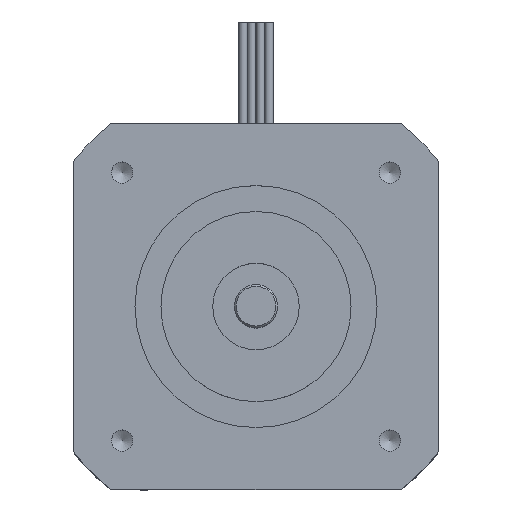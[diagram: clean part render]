
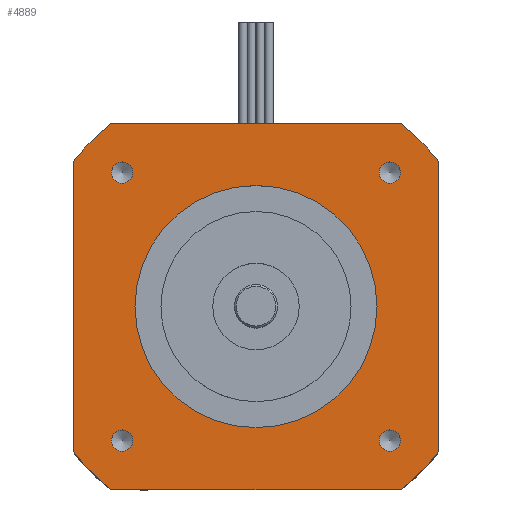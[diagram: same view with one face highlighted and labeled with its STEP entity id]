
A CAD part, top view. The second image highlights one B-rep face of the part: STEP entity #4889.
In plain terms, the highlighted planar face has unit normal (0, 0, 1).
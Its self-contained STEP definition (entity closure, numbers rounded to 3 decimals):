
#145=FACE_BOUND('',#906,.T.);
#146=FACE_BOUND('',#907,.T.);
#147=FACE_BOUND('',#908,.T.);
#148=FACE_BOUND('',#909,.T.);
#149=FACE_BOUND('',#910,.T.);
#286=PLANE('',#5518);
#613=FACE_OUTER_BOUND('',#905,.T.);
#905=EDGE_LOOP('',(#4267,#4268,#4269,#4270,#4271,#4272,#4273,#4274));
#906=EDGE_LOOP('',(#4275));
#907=EDGE_LOOP('',(#4276,#4277));
#908=EDGE_LOOP('',(#4278,#4279));
#909=EDGE_LOOP('',(#4280,#4281));
#910=EDGE_LOOP('',(#4282,#4283));
#1155=LINE('',#8487,#1425);
#1160=LINE('',#8497,#1430);
#1178=LINE('',#8576,#1448);
#1180=LINE('',#8587,#1450);
#1425=VECTOR('',#6875,10.);
#1430=VECTOR('',#6882,10.);
#1448=VECTOR('',#6966,10.);
#1450=VECTOR('',#6984,10.);
#1733=CIRCLE('',#5452,14.);
#1751=CIRCLE('',#5486,1.23);
#1752=CIRCLE('',#5487,1.23);
#1755=CIRCLE('',#5492,1.23);
#1756=CIRCLE('',#5493,1.23);
#1759=CIRCLE('',#5498,1.23);
#1760=CIRCLE('',#5499,1.23);
#1763=CIRCLE('',#5504,1.23);
#1764=CIRCLE('',#5505,1.23);
#1765=CIRCLE('',#5507,27.);
#1766=CIRCLE('',#5510,27.);
#1768=CIRCLE('',#5513,27.);
#1769=CIRCLE('',#5515,27.);
#2172=VERTEX_POINT('',#8423);
#2194=VERTEX_POINT('',#8484);
#2195=VERTEX_POINT('',#8486);
#2198=VERTEX_POINT('',#8494);
#2199=VERTEX_POINT('',#8496);
#2207=VERTEX_POINT('',#8521);
#2208=VERTEX_POINT('',#8522);
#2212=VERTEX_POINT('',#8534);
#2213=VERTEX_POINT('',#8535);
#2217=VERTEX_POINT('',#8547);
#2218=VERTEX_POINT('',#8548);
#2222=VERTEX_POINT('',#8560);
#2223=VERTEX_POINT('',#8561);
#2224=VERTEX_POINT('',#8566);
#2225=VERTEX_POINT('',#8567);
#2227=VERTEX_POINT('',#8574);
#2228=VERTEX_POINT('',#8583);
#2834=EDGE_CURVE('',#2172,#2172,#1733,.T.);
#2864=EDGE_CURVE('',#2194,#2195,#1155,.T.);
#2869=EDGE_CURVE('',#2198,#2199,#1160,.T.);
#2881=EDGE_CURVE('',#2207,#2208,#1751,.T.);
#2882=EDGE_CURVE('',#2208,#2207,#1752,.T.);
#2887=EDGE_CURVE('',#2212,#2213,#1755,.T.);
#2888=EDGE_CURVE('',#2213,#2212,#1756,.T.);
#2893=EDGE_CURVE('',#2217,#2218,#1759,.T.);
#2894=EDGE_CURVE('',#2218,#2217,#1760,.T.);
#2899=EDGE_CURVE('',#2222,#2223,#1763,.T.);
#2900=EDGE_CURVE('',#2223,#2222,#1764,.T.);
#2902=EDGE_CURVE('',#2224,#2225,#1765,.T.);
#2907=EDGE_CURVE('',#2227,#2224,#1178,.T.);
#2908=EDGE_CURVE('',#2195,#2227,#1766,.T.);
#2910=EDGE_CURVE('',#2199,#2194,#1768,.T.);
#2911=EDGE_CURVE('',#2228,#2198,#1769,.T.);
#2913=EDGE_CURVE('',#2225,#2228,#1180,.T.);
#4267=ORIENTED_EDGE('',*,*,#2913,.F.);
#4268=ORIENTED_EDGE('',*,*,#2902,.F.);
#4269=ORIENTED_EDGE('',*,*,#2907,.F.);
#4270=ORIENTED_EDGE('',*,*,#2908,.F.);
#4271=ORIENTED_EDGE('',*,*,#2864,.F.);
#4272=ORIENTED_EDGE('',*,*,#2910,.F.);
#4273=ORIENTED_EDGE('',*,*,#2869,.F.);
#4274=ORIENTED_EDGE('',*,*,#2911,.F.);
#4275=ORIENTED_EDGE('',*,*,#2834,.T.);
#4276=ORIENTED_EDGE('',*,*,#2881,.T.);
#4277=ORIENTED_EDGE('',*,*,#2882,.T.);
#4278=ORIENTED_EDGE('',*,*,#2887,.T.);
#4279=ORIENTED_EDGE('',*,*,#2888,.T.);
#4280=ORIENTED_EDGE('',*,*,#2893,.T.);
#4281=ORIENTED_EDGE('',*,*,#2894,.T.);
#4282=ORIENTED_EDGE('',*,*,#2899,.T.);
#4283=ORIENTED_EDGE('',*,*,#2900,.T.);
#4889=ADVANCED_FACE('',(#613,#145,#146,#147,#148,#149),#286,.T.);
#5452=AXIS2_PLACEMENT_3D('',#8424,#6812,#6813);
#5486=AXIS2_PLACEMENT_3D('',#8523,#6909,#6910);
#5487=AXIS2_PLACEMENT_3D('',#8524,#6911,#6912);
#5492=AXIS2_PLACEMENT_3D('',#8536,#6923,#6924);
#5493=AXIS2_PLACEMENT_3D('',#8537,#6925,#6926);
#5498=AXIS2_PLACEMENT_3D('',#8549,#6937,#6938);
#5499=AXIS2_PLACEMENT_3D('',#8550,#6939,#6940);
#5504=AXIS2_PLACEMENT_3D('',#8562,#6951,#6952);
#5505=AXIS2_PLACEMENT_3D('',#8563,#6953,#6954);
#5507=AXIS2_PLACEMENT_3D('',#8568,#6958,#6959);
#5510=AXIS2_PLACEMENT_3D('',#8578,#6969,#6970);
#5513=AXIS2_PLACEMENT_3D('',#8581,#6975,#6976);
#5515=AXIS2_PLACEMENT_3D('',#8584,#6979,#6980);
#5518=AXIS2_PLACEMENT_3D('',#8589,#6987,#6988);
#6812=DIRECTION('center_axis',(0.,0.,
-1.));
#6813=DIRECTION('ref_axis',(-1.,0.,0.));
#6875=DIRECTION('',(0.,-1.,0.));
#6882=DIRECTION('',(1.,0.,0.));
#6909=DIRECTION('center_axis',(0.,0.,
-1.));
#6910=DIRECTION('ref_axis',(1.,0.,0.));
#6911=DIRECTION('center_axis',(0.,0.,
-1.));
#6912=DIRECTION('ref_axis',(1.,0.,0.));
#6923=DIRECTION('center_axis',(0.,0.,
-1.));
#6924=DIRECTION('ref_axis',(1.,0.,0.));
#6925=DIRECTION('center_axis',(0.,0.,
-1.));
#6926=DIRECTION('ref_axis',(1.,0.,0.));
#6937=DIRECTION('center_axis',(0.,0.,
-1.));
#6938=DIRECTION('ref_axis',(1.,0.,0.));
#6939=DIRECTION('center_axis',(0.,0.,
-1.));
#6940=DIRECTION('ref_axis',(1.,0.,0.));
#6951=DIRECTION('center_axis',(0.,0.,
-1.));
#6952=DIRECTION('ref_axis',(1.,0.,0.));
#6953=DIRECTION('center_axis',(0.,0.,
-1.));
#6954=DIRECTION('ref_axis',(1.,0.,0.));
#6958=DIRECTION('center_axis',(0.,0.,
-1.));
#6959=DIRECTION('ref_axis',(-0.622,-0.783,0.));
#6966=DIRECTION('',(-1.,0.,0.));
#6969=DIRECTION('center_axis',(0.,0.,
-1.));
#6970=DIRECTION('ref_axis',(0.783,-0.622,0.));
#6975=DIRECTION('center_axis',(0.,0.,
-1.));
#6976=DIRECTION('ref_axis',(0.622,0.783,0.));
#6979=DIRECTION('center_axis',(0.,0.,
-1.));
#6980=DIRECTION('ref_axis',(-0.783,0.622,0.));
#6984=DIRECTION('',(0.,1.,0.));
#6987=DIRECTION('center_axis',(0.,0.,
1.));
#6988=DIRECTION('ref_axis',(0.,-1.,0.));
#8423=CARTESIAN_POINT('',(15.535,2.162,33.449));
#8424=CARTESIAN_POINT('Origin',(1.535,2.162,33.449));
#8484=CARTESIAN_POINT('',(22.685,18.945,33.449));
#8486=CARTESIAN_POINT('',(22.685,-14.622,33.449));
#8487=CARTESIAN_POINT('',(22.685,18.945,33.449));
#8494=CARTESIAN_POINT('',(-15.248,23.312,33.449));
#8496=CARTESIAN_POINT('',(18.319,23.312,33.449));
#8497=CARTESIAN_POINT('',(-15.248,23.312,33.449));
#8521=CARTESIAN_POINT('',(18.265,-13.338,33.449));
#8522=CARTESIAN_POINT('',(15.806,-13.338,33.449));
#8523=CARTESIAN_POINT('Origin',(17.035,-13.338,33.449));
#8524=CARTESIAN_POINT('Origin',(17.035,-13.338,33.449));
#8534=CARTESIAN_POINT('',(-12.735,17.662,33.449));
#8535=CARTESIAN_POINT('',(-15.194,17.662,33.449));
#8536=CARTESIAN_POINT('Origin',(-13.965,17.662,33.449));
#8537=CARTESIAN_POINT('Origin',(-13.965,17.662,33.449));
#8547=CARTESIAN_POINT('',(-12.735,-13.338,33.449));
#8548=CARTESIAN_POINT('',(-15.194,-13.338,33.449));
#8549=CARTESIAN_POINT('Origin',(-13.965,-13.338,33.449));
#8550=CARTESIAN_POINT('Origin',(-13.965,-13.338,33.449));
#8560=CARTESIAN_POINT('',(18.265,17.662,33.449));
#8561=CARTESIAN_POINT('',(15.806,17.662,33.449));
#8562=CARTESIAN_POINT('Origin',(17.035,17.662,33.449));
#8563=CARTESIAN_POINT('Origin',(17.035,17.662,33.449));
#8566=CARTESIAN_POINT('',(-15.248,-18.988,33.449));
#8567=CARTESIAN_POINT('',(-19.615,-14.622,33.449));
#8568=CARTESIAN_POINT('Origin',(1.535,2.162,33.449));
#8574=CARTESIAN_POINT('',(18.319,-18.988,33.449));
#8576=CARTESIAN_POINT('',(18.319,-18.988,33.449));
#8578=CARTESIAN_POINT('Origin',(1.535,2.162,33.449));
#8581=CARTESIAN_POINT('Origin',(1.535,2.162,33.449));
#8583=CARTESIAN_POINT('',(-19.615,18.945,33.449));
#8584=CARTESIAN_POINT('Origin',(1.535,2.162,33.449));
#8587=CARTESIAN_POINT('',(-19.615,-14.622,33.449));
#8589=CARTESIAN_POINT('Origin',(-8.5,12.197,33.449));
